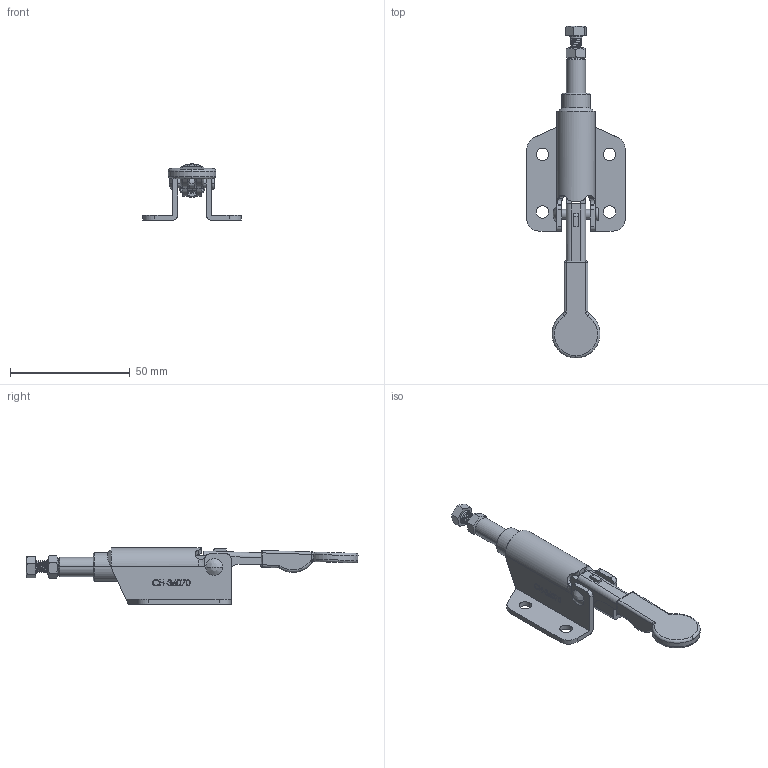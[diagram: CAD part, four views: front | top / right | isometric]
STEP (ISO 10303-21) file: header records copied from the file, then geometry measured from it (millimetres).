
FILE_DESCRIPTION (( 'STEP AP203' ), '1' );
FILE_NAME ('CH-36070.STEP', '2017-11-24T01:05:49', ( 'Windows' ), ( 'Microsoft' ), 'SwSTEP 2.0', 'SolidWorks 2015', '' );
FILE_SCHEMA (( 'CONFIG_CONTROL_DESIGN' ));
Length unit declared in the file: millimetre
Products named in the file (9): M5 Nut; CH-36070-03 HANDLE; M5X15; CH-36070-06; CH-36070; CH-36070-01 BASE_默认<按加工>; CH-36070-02 CREST STALK; CH-36070-04 CONNECTING-PLATE; CH-36070-07
Assembly tree (10 placements, depth 2):
  CH-36070
    CH-36070-01 BASE_默认<按加工>
    CH-36070-02 CREST STALK
    CH-36070-04 CONNECTING-PLATE  x2
    CH-36070-07  x2
    M5 Nut
    CH-36070-03 HANDLE
    M5X15
    CH-36070-06
Bounding box: 40.99 x 138.47 x 23.5 mm (x, y, z)
Volume: 14202.1 mm3; surface area: 15568.6 mm2
Topology: 12 solids, 12 shells, 764 faces, 2063 edges, 1334 vertices
Faces by surface type: cylinder 246, plane 241, bspline 214, cone 33, torus 30
Entity records: 37830 total; most frequent: CARTESIAN_POINT 20448, ORIENTED_EDGE 3950, DIRECTION 2618, EDGE_CURVE 1975, VERTEX_POINT 1290, VECTOR 954, LINE 954, AXIS2_PLACEMENT_3D 832
